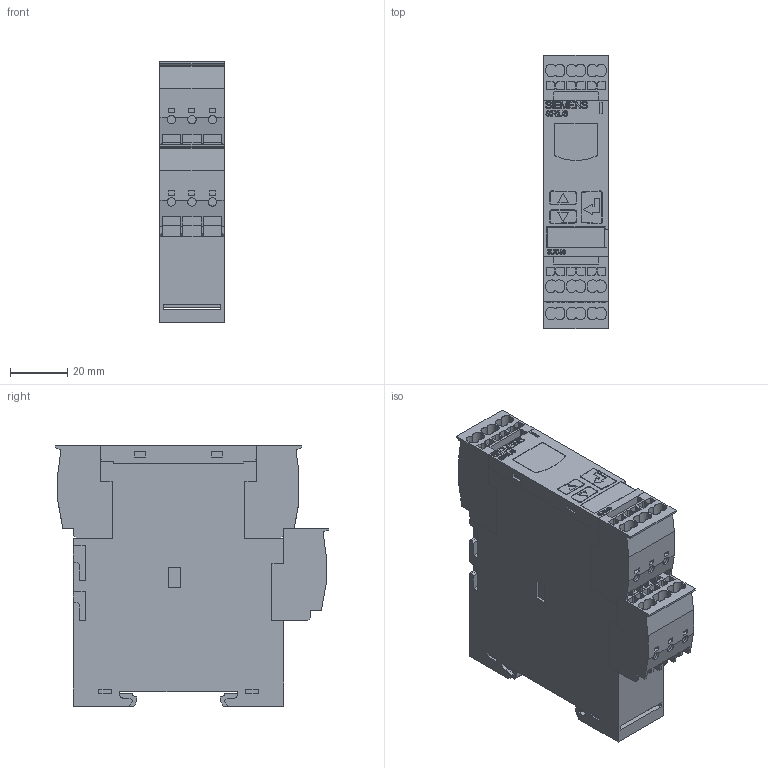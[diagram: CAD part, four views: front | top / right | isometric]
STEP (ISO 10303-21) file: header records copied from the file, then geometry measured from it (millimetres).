
FILE_DESCRIPTION(/* description */ (''),/* implementation_level */ '2;1');
FILE_NAME(/* name */ '3UG4_G_NSA0_XX_03548_S-AA_G_NSA0_XX_03548V_NX_RESULT.stp',/* time_stamp */ '2023-09-12T09:31:42+02:00',/* author */ (''),/* organization */ (''),/* preprocessor_version */ 'ST-DEVELOPER v18.102',/* originating_system */ 'SIEMENS PLM Software NX 2023',/* authorisation */ '');
FILE_SCHEMA (('AUTOMOTIVE_DESIGN { 1 0 10303 214 3 1 1 1 }'));
Length unit declared in the file: millimetre
Products named in the file (1): 3UG4_G_NSA0_XX_03548_S-AA_G_NSA0_XX_03548V_stp
Bounding box: 22.5 x 95.5 x 91 mm (x, y, z)
Volume: 153690 mm3; surface area: 39918.9 mm2
Topology: 5 solids, 5 shells, 1120 faces, 3092 edges, 2060 vertices
Faces by surface type: plane 787, cylinder 278, extrusion 29, bspline 26
Entity records: 47302 total; most frequent: CARTESIAN_POINT 11622, ORIENTED_EDGE 6184, DIRECTION 5020, EDGE_CURVE 3092, VECTOR 2250, LINE 2221, VERTEX_POINT 2060, AXIS2_PLACEMENT_3D 1385
